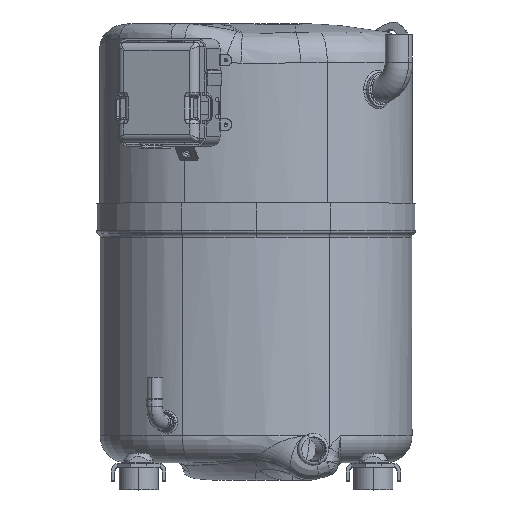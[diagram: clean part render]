
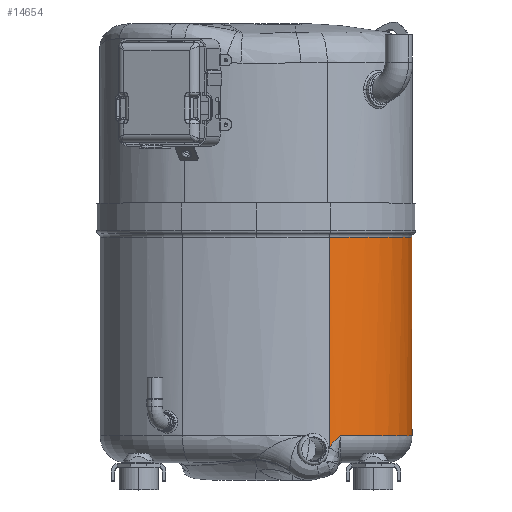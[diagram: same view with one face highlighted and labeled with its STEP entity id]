
A CAD part, top view. The second image highlights one B-rep face of the part: STEP entity #14654.
In plain terms, the highlighted cylindrical face has radius 94.945 mm (diameter 189.89 mm), a partial arc.
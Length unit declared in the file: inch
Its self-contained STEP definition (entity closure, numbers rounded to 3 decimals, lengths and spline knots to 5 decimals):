
#3560 = EDGE_LOOP ( 'NONE', ( #34360, #34362, #34364, #34366, #34368 ) ) ;
#8880 = CARTESIAN_POINT ( 'NONE',  ( 2.34941, 0., -3.57267 ) ) ;
#8889 = CARTESIAN_POINT ( 'NONE',  ( 2.3936, -7.73415, 3.55907 ) ) ;
#8890 = CARTESIAN_POINT ( 'NONE',  ( 2.34941, -7.80956, 3.57267 ) ) ;
#8891 = CARTESIAN_POINT ( 'NONE',  ( 1.25, -7.438, 0. ) ) ;
#8892 = DIRECTION ( 'NONE',  ( 0., 1., 0. ) ) ;
#8893 = DIRECTION ( 'NONE',  ( 0., 0., -1. ) ) ;
#8894 = CARTESIAN_POINT ( 'NONE',  ( 2.44586, -7.6663, 3.54209 ) ) ;
#8895 = CARTESIAN_POINT ( 'NONE',  ( 2.53343, -7.57364, 3.5109 ) ) ;
#8896 = CARTESIAN_POINT ( 'NONE',  ( 2.56428, -7.54421, 3.4995 ) ) ;
#8897 = CARTESIAN_POINT ( 'NONE',  ( 2.61225, -7.50256, 3.48098 ) ) ;
#8898 = CARTESIAN_POINT ( 'NONE',  ( 2.62851, -7.48909, 3.47457 ) ) ;
#8899 = CARTESIAN_POINT ( 'NONE',  ( 2.65325, -7.46948, 3.46462 ) ) ;
#8900 = CARTESIAN_POINT ( 'NONE',  ( 2.6657, -7.45983, 3.45956 ) ) ;
#8901 = CARTESIAN_POINT ( 'NONE',  ( 2.67827, -7.4504, 3.45438 ) ) ;
#8902 = CARTESIAN_POINT ( 'NONE',  ( 2.68667, -7.44416, 3.45089 ) ) ;
#8903 = CARTESIAN_POINT ( 'NONE',  ( 2.69093, -7.44104, 3.44912 ) ) ;
#8904 = CARTESIAN_POINT ( 'NONE',  ( 2.6951, -7.438, 3.44736 ) ) ;
#8910 = DIRECTION ( 'NONE',  ( 0., 1., 0. ) ) ;
#9036 = CARTESIAN_POINT ( 'NONE',  ( 2.34941, 0., 3.57267 ) ) ;
#9037 = DIRECTION ( 'NONE',  ( 0., -1., 0. ) ) ;
#9146 = CARTESIAN_POINT ( 'NONE',  ( 1.25, -1.09661, 0. ) ) ;
#9147 = DIRECTION ( 'NONE',  ( 0., -1., 0. ) ) ;
#9148 = DIRECTION ( 'NONE',  ( 0., 0., -1. ) ) ;
#9969 = CARTESIAN_POINT ( 'NONE',  ( 2.34941, -7.438, -3.57267 ) ) ;
#10271 = CARTESIAN_POINT ( 'NONE',  ( 2.34941, -1.09661, 3.57267 ) ) ;
#10280 = CARTESIAN_POINT ( 'NONE',  ( 2.34941, -7.80956, 3.57267 ) ) ;
#10331 = CARTESIAN_POINT ( 'NONE',  ( 2.6951, -7.438, 3.44736 ) ) ;
#10339 = CARTESIAN_POINT ( 'NONE',  ( 2.34941, -1.09661, -3.57267 ) ) ;
#12337 = VERTEX_POINT ( 'NONE', #9969 ) ;
#13137 = FACE_OUTER_BOUND ( 'NONE', #3560, .T. ) ;
#13138 = CYLINDRICAL_SURFACE ( 'NONE', #36158, 3.738 ) ;
#13440 = VERTEX_POINT ( 'NONE', #10271 ) ;
#13449 = VERTEX_POINT ( 'NONE', #10280 ) ;
#13500 = VERTEX_POINT ( 'NONE', #10331 ) ;
#13508 = VERTEX_POINT ( 'NONE', #10339 ) ;
#13933 = DIRECTION ( 'NONE',  ( 0., 0., -1. ) ) ;
#13934 = DIRECTION ( 'NONE',  ( 0., -1., 0. ) ) ;
#13972 = CARTESIAN_POINT ( 'NONE',  ( 1.25, 0., 0. ) ) ;
#14654 = ADVANCED_FACE ( 'NONE', ( #13137 ), #13138, .T. ) ;
#17614 = CIRCLE ( 'NONE', #36582, 3.738 ) ;
#17616 = LINE ( 'NONE', #8880, #17621 ) ;
#17621 = VECTOR ( 'NONE', #8910, 39.37008 ) ;
#17628 = LINE ( 'NONE', #9036, #17631 ) ;
#17631 = VECTOR ( 'NONE', #9037, 39.37008 ) ;
#17636 = CIRCLE ( 'NONE', #36605, 3.738 ) ;
#19246 = EDGE_CURVE ( 'NONE', #13500, #12337, #17614, .T. ) ;
#19247 = EDGE_CURVE ( 'NONE', #13449, #13500, #24971, .T. ) ;
#19253 = EDGE_CURVE ( 'NONE', #12337, #13508, #17616, .T. ) ;
#19267 = EDGE_CURVE ( 'NONE', #13440, #13449, #17628, .T. ) ;
#19281 = EDGE_CURVE ( 'NONE', #13508, #13440, #17636, .T. ) ;
#24971 = B_SPLINE_CURVE_WITH_KNOTS ( 'NONE', 3,
 ( #8890, #8889, #8894, #8895, #8896, #8897, #8898, #8899, #8900, #8901, #8902, #8903, #8904 ),
 .UNSPECIFIED., .F., .F.,
 ( 4, 2, 2, 2, 1, 2, 4 ),
 ( 0., 0.00665, 0.00997, 0.01164, 0.01247, 0.01288, 0.0133 ),
 .UNSPECIFIED. ) ;
#34360 = ORIENTED_EDGE ( 'NONE', *, *, #19253, .T. ) ;
#34362 = ORIENTED_EDGE ( 'NONE', *, *, #19281, .T. ) ;
#34364 = ORIENTED_EDGE ( 'NONE', *, *, #19267, .T. ) ;
#34366 = ORIENTED_EDGE ( 'NONE', *, *, #19247, .T. ) ;
#34368 = ORIENTED_EDGE ( 'NONE', *, *, #19246, .T. ) ;
#36158 = AXIS2_PLACEMENT_3D ( 'NONE', #13972, #13934, #13933 ) ;
#36582 = AXIS2_PLACEMENT_3D ( 'NONE', #8891, #8892, #8893 ) ;
#36605 = AXIS2_PLACEMENT_3D ( 'NONE', #9146, #9147, #9148 ) ;
